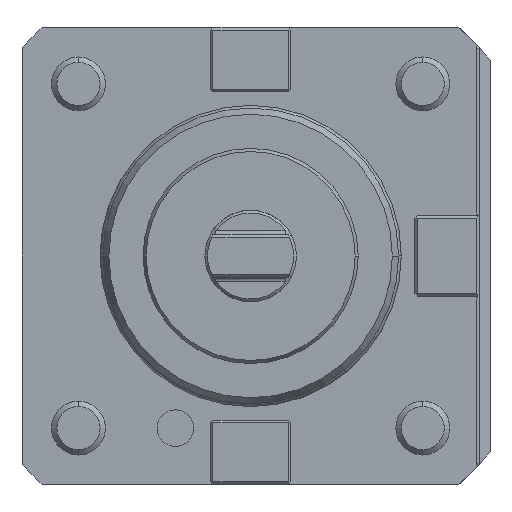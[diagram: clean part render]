
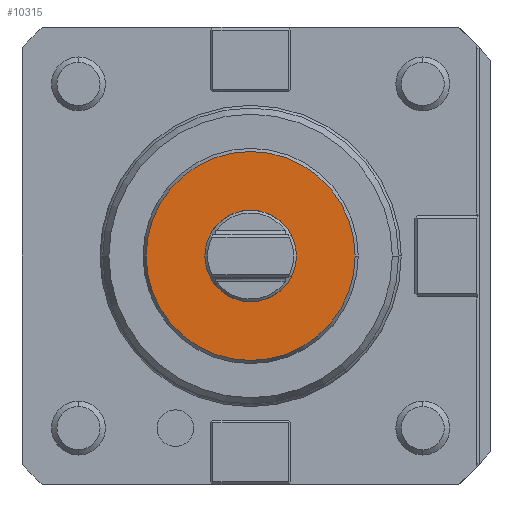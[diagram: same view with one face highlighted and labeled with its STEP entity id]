
A CAD part, front view. The second image highlights one B-rep face of the part: STEP entity #10315.
In plain terms, the highlighted planar face has unit normal (0, -1, 0).
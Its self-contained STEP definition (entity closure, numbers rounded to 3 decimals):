
#3813=CARTESIAN_POINT('',(0.,-54.,0.));
#3814=DIRECTION('',(0.,1.,0.));
#3815=DIRECTION('',(-1.,0.,0.));
#3816=AXIS2_PLACEMENT_3D('',#3813,#3814,#3815);
#3818=CARTESIAN_POINT('',(0.,-54.,0.));
#3819=DIRECTION('',(0.,1.,0.));
#3820=DIRECTION('',(1.,0.,0.));
#3821=AXIS2_PLACEMENT_3D('',#3818,#3819,#3820);
#3823=CARTESIAN_POINT('',(0.,-54.,0.));
#3824=DIRECTION('',(0.,1.,0.));
#3825=DIRECTION('',(0.,0.,-1.));
#3826=AXIS2_PLACEMENT_3D('',#3823,#3824,#3825);
#3838=CARTESIAN_POINT('',(0.,-54.,0.));
#3839=DIRECTION('',(0.,1.,0.));
#3840=DIRECTION('',(0.,0.,1.));
#3841=AXIS2_PLACEMENT_3D('',#3838,#3839,#3840);
#5707=CARTESIAN_POINT('',(-19.423,-54.,0.));
#5708=CARTESIAN_POINT('',(19.423,-54.,0.));
#5709=VERTEX_POINT('',#5707);
#5710=VERTEX_POINT('',#5708);
#6382=CARTESIAN_POINT('',(0.,-54.,-8.5));
#6383=CARTESIAN_POINT('',(0.,-54.,8.5));
#6384=VERTEX_POINT('',#6382);
#6385=VERTEX_POINT('',#6383);
#10300=CARTESIAN_POINT('',(0.,-54.,0.));
#10301=DIRECTION('',(0.,-1.,0.));
#10302=DIRECTION('',(-1.,0.,0.));
#10303=AXIS2_PLACEMENT_3D('',#10300,#10301,#10302);
#10304=PLANE('',#10303);
#10305=ORIENTED_EDGE('',*,*,#10267,.T.);
#10306=ORIENTED_EDGE('',*,*,#10282,.T.);
#10307=EDGE_LOOP('',(#10305,#10306));
#10308=FACE_OUTER_BOUND('',#10307,.F.);
#10310=ORIENTED_EDGE('',*,*,#10309,.F.);
#10312=ORIENTED_EDGE('',*,*,#10311,.F.);
#10313=EDGE_LOOP('',(#10310,#10312));
#10314=FACE_BOUND('',#10313,.F.);
#3817=CIRCLE('',#3816,19.423);
#3822=CIRCLE('',#3821,19.423);
#3827=CIRCLE('',#3826,8.5);
#3842=CIRCLE('',#3841,8.5);
#10267=EDGE_CURVE('',#5709,#5710,#3817,.T.);
#10282=EDGE_CURVE('',#5710,#5709,#3822,.T.);
#10309=EDGE_CURVE('',#6384,#6385,#3827,.T.);
#10311=EDGE_CURVE('',#6385,#6384,#3842,.T.);
#10315=ADVANCED_FACE('',(#10308,#10314),#10304,.T.);
